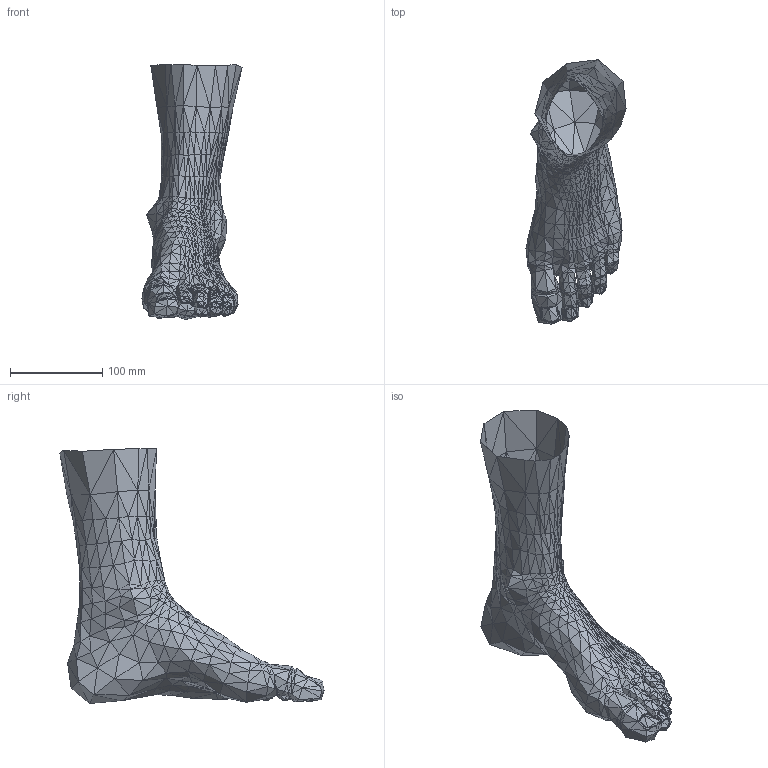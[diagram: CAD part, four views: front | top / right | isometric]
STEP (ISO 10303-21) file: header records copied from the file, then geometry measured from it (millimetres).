
FILE_DESCRIPTION (( 'STEP AP214' ), '1' );
FILE_NAME ('foot.STEP', '2016-01-24T19:20:38', ( 'MALLIAS' ), ( '' ), 'SwSTEP 2.0', 'SolidWorks 2016', '' );
FILE_SCHEMA (( 'AUTOMOTIVE_DESIGN' ));
Length unit declared in the file: millimetre
Products named in the file (1): foot
Bounding box: 108.46 x 286.35 x 276.33 mm (x, y, z)
Surface area: 122189.5 mm2 (no closed solid volume)
Topology: 0 solids, 32 shells, 1867 faces, 2856 edges, 1022 vertices
Faces by surface type: plane 1867
Entity records: 36934 total; most frequent: DIRECTION 6592, CARTESIAN_POINT 5746, ORIENTED_EDGE 5601, LINE 2856, EDGE_CURVE 2856, VECTOR 2856, AXIS2_PLACEMENT_3D 1868, PLANE 1867
